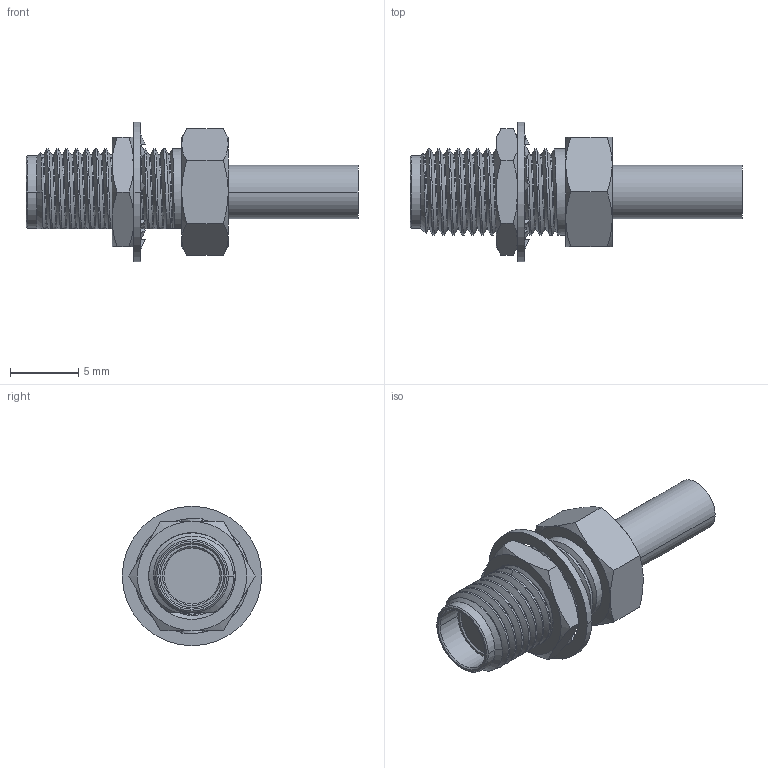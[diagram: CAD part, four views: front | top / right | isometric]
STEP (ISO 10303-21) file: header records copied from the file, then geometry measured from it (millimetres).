
FILE_DESCRIPTION((''),'2;1');
FILE_NAME('132119_SW0001','2017-11-30T',('sseyal'),(''),'CREO PARAMETRIC BY PTC INC, 2017020','CREO PARAMETRIC BY PTC INC, 2017020','');
FILE_SCHEMA(('CONFIG_CONTROL_DESIGN'));
Length unit declared in the file: millimetre
Products named in the file (1): 132119_SW0001
Bounding box: 24.3 x 10.2 x 10.2 mm (x, y, z)
Volume: 569.5 mm3; surface area: 1016.2 mm2
Topology: 1 solids, 1 shells, 223 faces, 655 edges, 408 vertices
Faces by surface type: bspline 92, cylinder 47, plane 43, cone 41
Entity records: 15173 total; most frequent: CARTESIAN_POINT 9949, ORIENTED_EDGE 1310, DIRECTION 741, EDGE_CURVE 655, VERTEX_POINT 408, B_SPLINE_CURVE_WITH_KNOTS 293, AXIS2_PLACEMENT_3D 248, VECTOR 245
